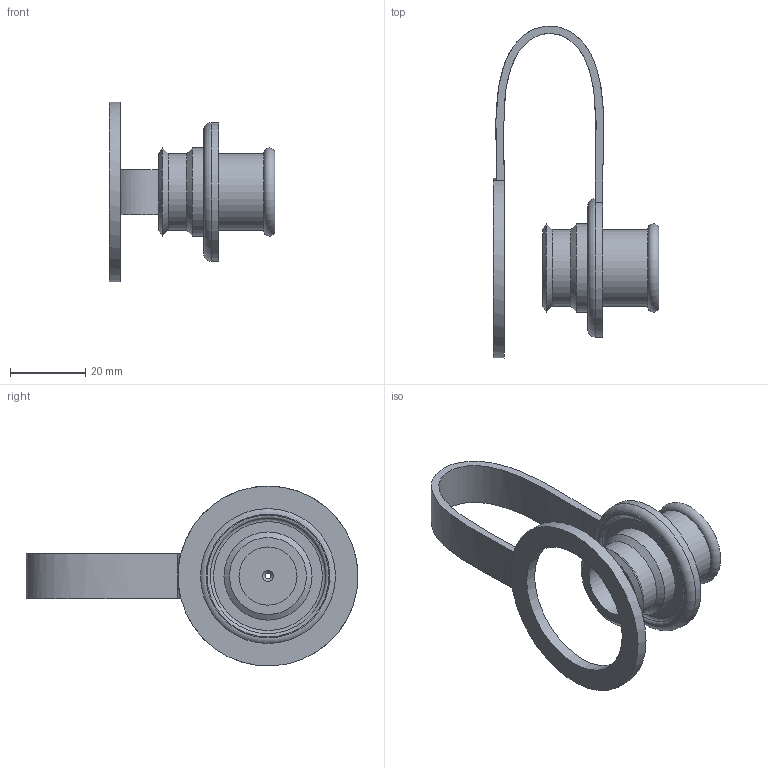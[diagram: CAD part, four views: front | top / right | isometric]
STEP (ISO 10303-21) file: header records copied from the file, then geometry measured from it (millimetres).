
FILE_DESCRIPTION((''),'2;1');
FILE_NAME('6254.stp','2014-10-30T15:20:34',(''),('KNOMI spol. s r. o.'),'Autodesk Inventor 2012','Autodesk Inventor 2012','');
FILE_SCHEMA(('AUTOMOTIVE_DESIGN { 1 2 10303 214 0 1 1 1 }'));
Length unit declared in the file: millimetre
Products named in the file (1): Prach.zásuv.ISO 12,5 žlutá vnitřní,oko 38
Bounding box: 44.25 x 88.52 x 47.98 mm (x, y, z)
Volume: 12867.5 mm3; surface area: 11215.6 mm2
Topology: 1 solids, 1 shells, 241 faces, 647 edges, 428 vertices
Faces by surface type: plane 134, bspline 91, cylinder 8, torus 4, cone 4
Full cylindrical faces by diameter (mm): 1.5 x1, 15.5 x1, 20.5 x2, 23.5 x1, 36 x1, 48 x1
Entity records: 11867 total; most frequent: CARTESIAN_POINT 6724, ORIENTED_EDGE 1254, DIRECTION 648, EDGE_CURVE 627, VERTEX_POINT 425, VECTOR 296, LINE 296, EDGE_LOOP 282
